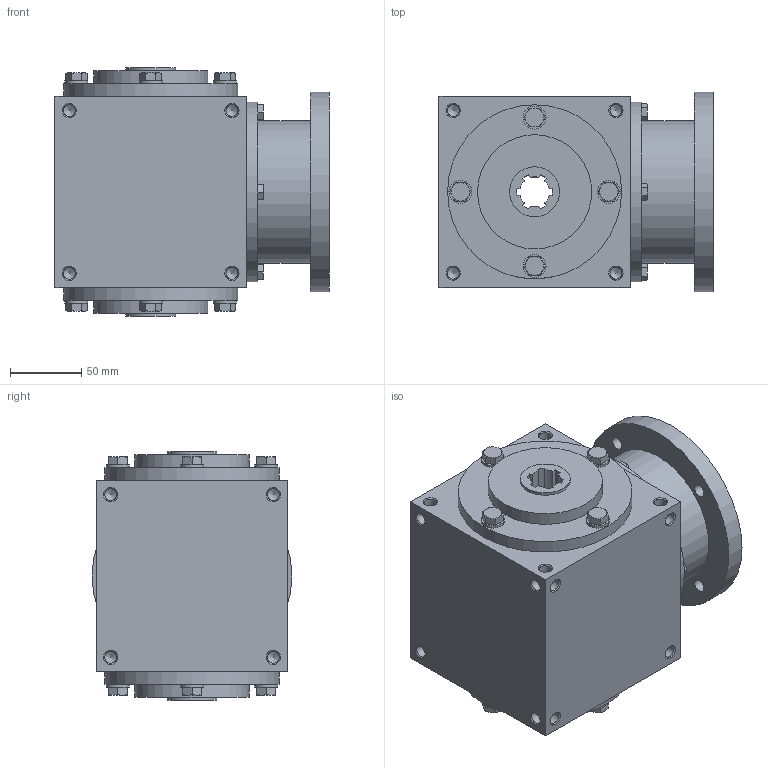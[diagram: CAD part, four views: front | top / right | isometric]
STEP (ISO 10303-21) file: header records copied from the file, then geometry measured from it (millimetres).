
FILE_DESCRIPTION( ( 'STEP AP214' ), '1' );
FILE_NAME( 'MRB134_MC2_R.1_2_90_B14.stp', '2018-08-14T08:37:44', ( '' ), ( '' ), ' ', 'PARTsolutions', ' ' );
FILE_SCHEMA( ( 'AUTOMOTIVE_DESIGN { 1 0 10303 214 1 1 1 1 }' ) );
Length unit declared in the file: millimetre
Products named in the file (5): MRB134_MC2_R.1/2_90/B14; _MRB13420-case; _MRX134_8-flange; _134-fl_screw; _RC_RR134-screw
Assembly tree (14 placements, depth 2):
  MRB134_MC2_R.1/2_90/B14
    _MRB13420-case
    _MRX134_8-flange
    _134-fl_screw  x4
    _RC_RR134-screw  x8
Bounding box: 192 x 140 x 174 mm (x, y, z)
Volume: 3110422.8 mm3; surface area: 222911.7 mm2
Topology: 14 solids, 14 shells, 369 faces, 941 edges, 589 vertices
Faces by surface type: plane 152, cone 120, cylinder 97
Full cylindrical faces by diameter (mm): 8.376 x48, 9 x4, 16 x8, 30 x1, 35 x2, 40 x1, 80 x2, 95 x1, 100 x1, 122 x2, 126 x1, 140 x1
Entity records: 7986 total; most frequent: CARTESIAN_POINT 1130, DIRECTION 1130, ORIENTED_EDGE 860, AXIS2_PLACEMENT_3D 494, EDGE_CURVE 430, EDGE_LOOP 352, VERTEX_POINT 342, FACE_OUTER_BOUND 280
